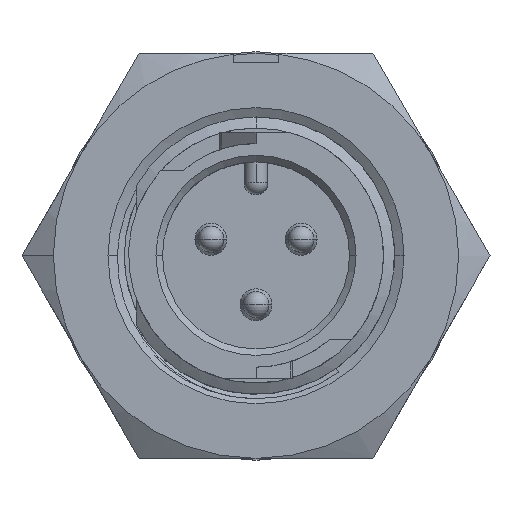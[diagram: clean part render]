
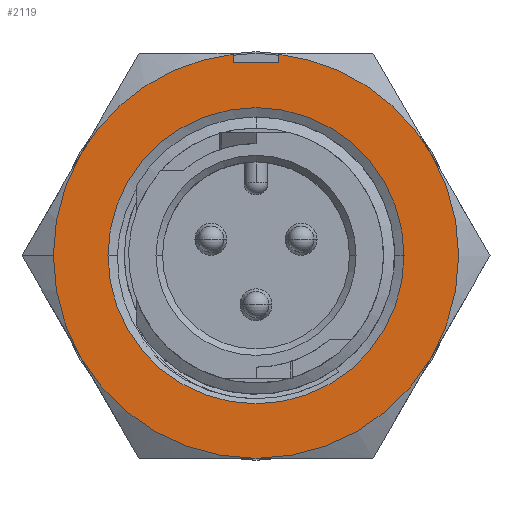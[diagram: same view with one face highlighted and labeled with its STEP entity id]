
A CAD part, top view. The second image highlights one B-rep face of the part: STEP entity #2119.
In plain terms, the highlighted planar face has unit normal (0, 0, 1).
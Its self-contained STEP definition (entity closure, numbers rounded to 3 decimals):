
#137 = DIRECTION ( 'NONE',  ( -1., 0., 0. ) ) ;
#156 = AXIS2_PLACEMENT_3D ( 'NONE', #5060, #3177, #10823 ) ;
#542 = ORIENTED_EDGE ( 'NONE', *, *, #5351, .F. ) ;
#592 = CIRCLE ( 'NONE', #8920, 5.753 ) ;
#722 = DIRECTION ( 'NONE',  ( 0., 1., 0. ) ) ;
#967 = EDGE_CURVE ( 'NONE', #8032, #9149, #9589, .T. ) ;
#1007 = CARTESIAN_POINT ( 'NONE',  ( 0., 0., 7.426 ) ) ;
#1012 = CARTESIAN_POINT ( 'NONE',  ( 0., 0., 7.426 ) ) ;
#1128 = CIRCLE ( 'NONE', #7913, 7.874 ) ;
#1178 = CARTESIAN_POINT ( 'NONE',  ( 0.889, 7.493, 7.426 ) ) ;
#1239 = DIRECTION ( 'NONE',  ( 0., 0., -1. ) ) ;
#1272 = AXIS2_PLACEMENT_3D ( 'NONE', #3457, #11595, #3279 ) ;
#1303 = LINE ( 'NONE', #6707, #11861 ) ;
#1368 = CARTESIAN_POINT ( 'NONE',  ( -6.819, 3.937, 7.426 ) ) ;
#1568 = EDGE_CURVE ( 'NONE', #7756, #7781, #3087, .T. ) ;
#1823 = LINE ( 'NONE', #4554, #5847 ) ;
#2119 = ADVANCED_FACE ( 'NONE', ( #7502, #9392 ), #3693, .F. ) ;
#2154 = CARTESIAN_POINT ( 'NONE',  ( 0., 0., 7.426 ) ) ;
#2180 = DIRECTION ( 'NONE',  ( 1., 0., 0. ) ) ;
#2190 = DIRECTION ( 'NONE',  ( 0., 0., -1. ) ) ;
#2490 = CARTESIAN_POINT ( 'NONE',  ( 0., 0., 7.426 ) ) ;
#2566 = VERTEX_POINT ( 'NONE', #1178 ) ;
#2799 = EDGE_LOOP ( 'NONE', ( #8968, #10619 ) ) ;
#3071 = AXIS2_PLACEMENT_3D ( 'NONE', #1012, #7376, #8232 ) ;
#3087 = CIRCLE ( 'NONE', #156, 5.753 ) ;
#3177 = DIRECTION ( 'NONE',  ( 0., 0., -1. ) ) ;
#3191 = EDGE_CURVE ( 'NONE', #8702, #8032, #1128, .T. ) ;
#3279 = DIRECTION ( 'NONE',  ( -1., 0., 0. ) ) ;
#3357 = ORIENTED_EDGE ( 'NONE', *, *, #967, .F. ) ;
#3457 = CARTESIAN_POINT ( 'NONE',  ( 0., 0., 7.426 ) ) ;
#3626 = ORIENTED_EDGE ( 'NONE', *, *, #9474, .F. ) ;
#3693 = PLANE ( 'NONE',  #11819 ) ;
#3699 = CARTESIAN_POINT ( 'NONE',  ( -6.819, -3.937, 7.426 ) ) ;
#3924 = DIRECTION ( 'NONE',  ( 0., 0., -1. ) ) ;
#3934 = DIRECTION ( 'NONE',  ( -1., 0., 0. ) ) ;
#4043 = ORIENTED_EDGE ( 'NONE', *, *, #11733, .F. ) ;
#4282 = AXIS2_PLACEMENT_3D ( 'NONE', #2490, #6848, #8795 ) ;
#4303 = VERTEX_POINT ( 'NONE', #8250 ) ;
#4344 = ORIENTED_EDGE ( 'NONE', *, *, #9122, .F. ) ;
#4419 = CIRCLE ( 'NONE', #4984, 7.874 ) ;
#4431 = EDGE_LOOP ( 'NONE', ( #542, #6466, #3626, #3357, #11862, #9742, #4043, #4681, #4344, #10854 ) ) ;
#4554 = CARTESIAN_POINT ( 'NONE',  ( 0.889, 8.938, 7.426 ) ) ;
#4620 = EDGE_CURVE ( 'NONE', #7618, #8702, #4419, .T. ) ;
#4681 = ORIENTED_EDGE ( 'NONE', *, *, #8338, .F. ) ;
#4784 = CARTESIAN_POINT ( 'NONE',  ( 0., -15.748, 7.426 ) ) ;
#4984 = AXIS2_PLACEMENT_3D ( 'NONE', #11207, #3924, #10542 ) ;
#5060 = CARTESIAN_POINT ( 'NONE',  ( 0., 0., 7.426 ) ) ;
#5097 = DIRECTION ( 'NONE',  ( 0., -1., 0. ) ) ;
#5161 = CARTESIAN_POINT ( 'NONE',  ( -0.889, 8.938, 7.426 ) ) ;
#5351 = EDGE_CURVE ( 'NONE', #5389, #9145, #9529, .T. ) ;
#5389 = VERTEX_POINT ( 'NONE', #5944 ) ;
#5643 = CARTESIAN_POINT ( 'NONE',  ( -5.753, 0., 7.426 ) ) ;
#5651 = EDGE_CURVE ( 'NONE', #2566, #5389, #1823, .T. ) ;
#5681 = DIRECTION ( 'NONE',  ( 0., 0., -1. ) ) ;
#5847 = VECTOR ( 'NONE', #722, 1000. ) ;
#5944 = CARTESIAN_POINT ( 'NONE',  ( 0.889, 7.824, 7.426 ) ) ;
#6387 = CIRCLE ( 'NONE', #10279, 7.874 ) ;
#6466 = ORIENTED_EDGE ( 'NONE', *, *, #5651, .F. ) ;
#6638 = CARTESIAN_POINT ( 'NONE',  ( 0., -7.874, 7.426 ) ) ;
#6707 = CARTESIAN_POINT ( 'NONE',  ( -0.889, 7.493, 7.426 ) ) ;
#6766 = DIRECTION ( 'NONE',  ( -1., 0., 0. ) ) ;
#6848 = DIRECTION ( 'NONE',  ( 0., 0., -1. ) ) ;
#7333 = CARTESIAN_POINT ( 'NONE',  ( 5.753, 0., 7.426 ) ) ;
#7376 = DIRECTION ( 'NONE',  ( 0., 0., -1. ) ) ;
#7502 = FACE_BOUND ( 'NONE', #2799, .T. ) ;
#7568 = CARTESIAN_POINT ( 'NONE',  ( 0., 0., 7.426 ) ) ;
#7618 = VERTEX_POINT ( 'NONE', #10464 ) ;
#7659 = CARTESIAN_POINT ( 'NONE',  ( 0., 0., 7.426 ) ) ;
#7673 = CIRCLE ( 'NONE', #1272, 7.874 ) ;
#7716 = VECTOR ( 'NONE', #5097, 1000. ) ;
#7756 = VERTEX_POINT ( 'NONE', #7333 ) ;
#7781 = VERTEX_POINT ( 'NONE', #5643 ) ;
#7913 = AXIS2_PLACEMENT_3D ( 'NONE', #1007, #1239, #6766 ) ;
#8025 = EDGE_CURVE ( 'NONE', #9145, #4303, #7673, .T. ) ;
#8032 = VERTEX_POINT ( 'NONE', #10688 ) ;
#8231 = VERTEX_POINT ( 'NONE', #3699 ) ;
#8232 = DIRECTION ( 'NONE',  ( -1., 0., 0. ) ) ;
#8250 = CARTESIAN_POINT ( 'NONE',  ( 6.819, -3.937, 7.426 ) ) ;
#8294 = CIRCLE ( 'NONE', #3071, 7.874 ) ;
#8338 = EDGE_CURVE ( 'NONE', #10179, #8231, #9032, .T. ) ;
#8702 = VERTEX_POINT ( 'NONE', #1368 ) ;
#8795 = DIRECTION ( 'NONE',  ( -1., 0., 0. ) ) ;
#8920 = AXIS2_PLACEMENT_3D ( 'NONE', #7659, #5681, #11317 ) ;
#8968 = ORIENTED_EDGE ( 'NONE', *, *, #1568, .T. ) ;
#9032 = CIRCLE ( 'NONE', #11948, 7.874 ) ;
#9122 = EDGE_CURVE ( 'NONE', #4303, #10179, #8294, .T. ) ;
#9145 = VERTEX_POINT ( 'NONE', #12001 ) ;
#9149 = VERTEX_POINT ( 'NONE', #11887 ) ;
#9392 = FACE_OUTER_BOUND ( 'NONE', #4431, .T. ) ;
#9474 = EDGE_CURVE ( 'NONE', #9149, #2566, #1303, .T. ) ;
#9529 = CIRCLE ( 'NONE', #4282, 7.874 ) ;
#9543 = DIRECTION ( 'NONE',  ( 0., 0., -1. ) ) ;
#9589 = LINE ( 'NONE', #5161, #7716 ) ;
#9742 = ORIENTED_EDGE ( 'NONE', *, *, #4620, .F. ) ;
#9953 = EDGE_CURVE ( 'NONE', #7781, #7756, #592, .T. ) ;
#10179 = VERTEX_POINT ( 'NONE', #6638 ) ;
#10246 = DIRECTION ( 'NONE',  ( 0., 0., -1. ) ) ;
#10279 = AXIS2_PLACEMENT_3D ( 'NONE', #2154, #9543, #137 ) ;
#10464 = CARTESIAN_POINT ( 'NONE',  ( -7.874, 0., 7.426 ) ) ;
#10542 = DIRECTION ( 'NONE',  ( -1., 0., 0. ) ) ;
#10619 = ORIENTED_EDGE ( 'NONE', *, *, #9953, .T. ) ;
#10688 = CARTESIAN_POINT ( 'NONE',  ( -0.889, 7.824, 7.426 ) ) ;
#10823 = DIRECTION ( 'NONE',  ( -1., 0., 0. ) ) ;
#10854 = ORIENTED_EDGE ( 'NONE', *, *, #8025, .F. ) ;
#11207 = CARTESIAN_POINT ( 'NONE',  ( 0., 0., 7.426 ) ) ;
#11283 = DIRECTION ( 'NONE',  ( -1., 0., 0. ) ) ;
#11317 = DIRECTION ( 'NONE',  ( -1., 0., 0. ) ) ;
#11595 = DIRECTION ( 'NONE',  ( 0., 0., -1. ) ) ;
#11733 = EDGE_CURVE ( 'NONE', #8231, #7618, #6387, .T. ) ;
#11819 = AXIS2_PLACEMENT_3D ( 'NONE', #4784, #10246, #3934 ) ;
#11861 = VECTOR ( 'NONE', #2180, 1000. ) ;
#11862 = ORIENTED_EDGE ( 'NONE', *, *, #3191, .F. ) ;
#11887 = CARTESIAN_POINT ( 'NONE',  ( -0.889, 7.493, 7.426 ) ) ;
#11948 = AXIS2_PLACEMENT_3D ( 'NONE', #7568, #2190, #11283 ) ;
#12001 = CARTESIAN_POINT ( 'NONE',  ( 6.819, 3.937, 7.426 ) ) ;
